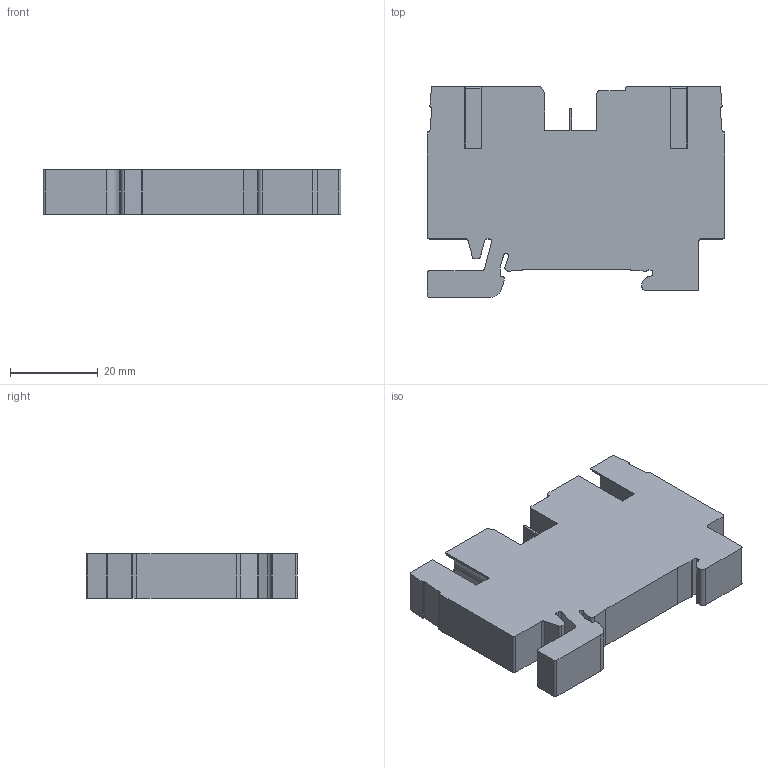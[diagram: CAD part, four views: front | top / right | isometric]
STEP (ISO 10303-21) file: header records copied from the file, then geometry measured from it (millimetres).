
FILE_DESCRIPTION((''),'2;1');
FILE_NAME('PRK10_ISO_2A','2019-10-18T',('Christian Carl'),(''),'CREO PARAMETRIC BY PTC INC, 2016380','CREO PARAMETRIC BY PTC INC, 2016380','');
FILE_SCHEMA(('CONFIG_CONTROL_DESIGN'));
Length unit declared in the file: millimetre
Products named in the file (1): PRK10_ISO_2A
Bounding box: 67.8 x 48 x 10.1 mm (x, y, z)
Volume: 21706.8 mm3; surface area: 11515 mm2
Topology: 1 solids, 5 shells, 249 faces, 678 edges, 444 vertices
Faces by surface type: plane 143, cylinder 88, cone 18
Entity records: 7919 total; most frequent: CARTESIAN_POINT 1456, ORIENTED_EDGE 1356, DIRECTION 1340, EDGE_CURVE 678, VECTOR 474, LINE 474, VERTEX_POINT 444, AXIS2_PLACEMENT_3D 433
